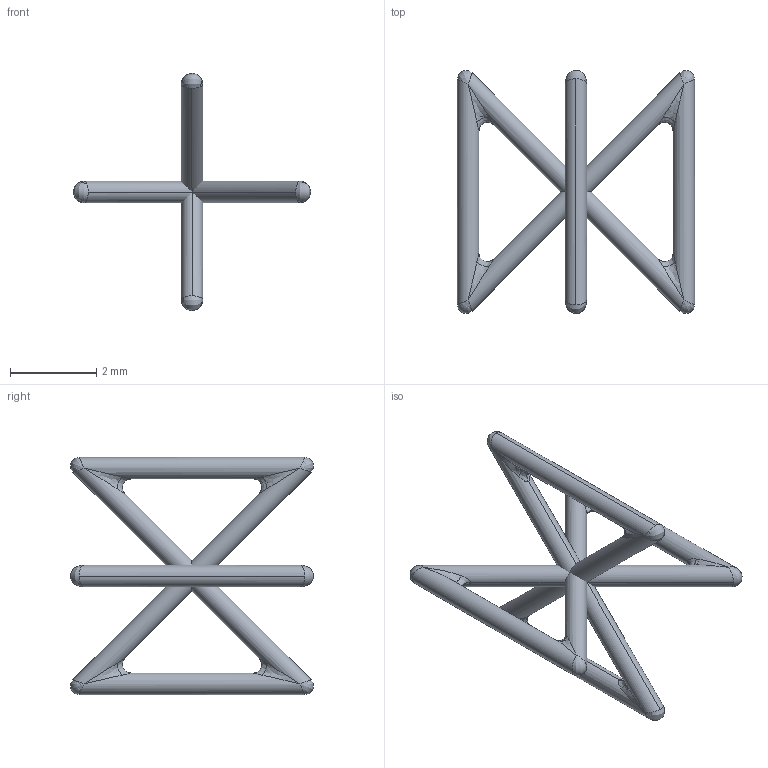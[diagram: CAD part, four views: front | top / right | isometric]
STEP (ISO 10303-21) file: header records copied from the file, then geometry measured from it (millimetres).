
FILE_DESCRIPTION (( 'STEP AP203' ), '1' );
FILE_NAME ('BCCz.STEP', '2022-06-20T11:18:59', ( '' ), ( '' ), 'SwSTEP 2.0', 'SolidWorks 2019', '' );
FILE_SCHEMA (( 'CONFIG_CONTROL_DESIGN' ));
Length unit declared in the file: millimetre
Products named in the file (1): BCCz
Bounding box: 5.5 x 5.63 x 5.5 mm (x, y, z)
Volume: 9.3 mm3; surface area: 73.4 mm2
Topology: 4 solids, 4 shells, 72 faces, 204 edges, 100 vertices
Faces by surface type: bspline 40, cylinder 24, plane 8
Entity records: 3159 total; most frequent: CARTESIAN_POINT 1929, ORIENTED_EDGE 344, EDGE_CURVE 172, DIRECTION 126, VERTEX_POINT 100, FACE_OUTER_BOUND 72, EDGE_LOOP 72, ADVANCED_FACE 72
